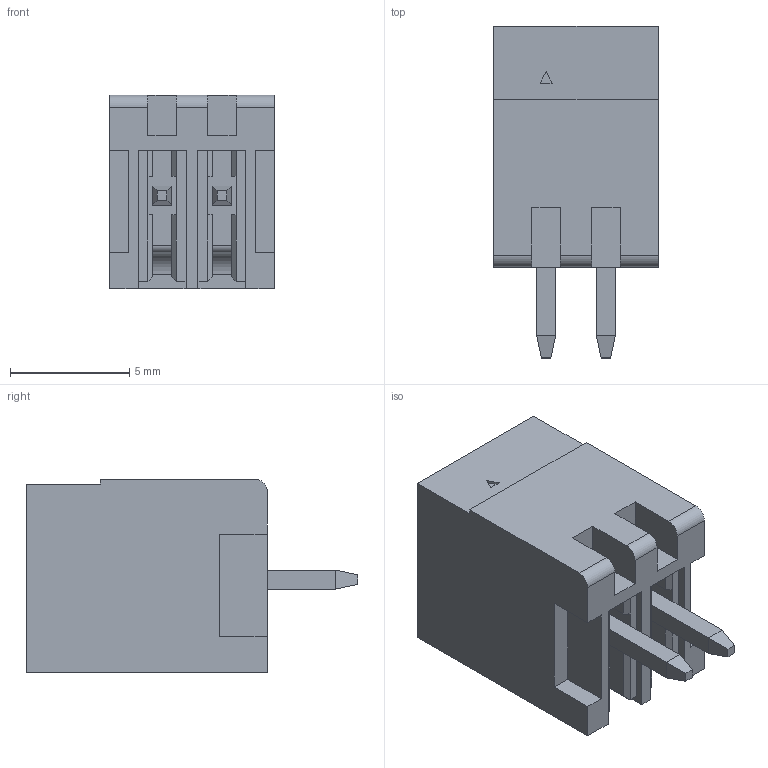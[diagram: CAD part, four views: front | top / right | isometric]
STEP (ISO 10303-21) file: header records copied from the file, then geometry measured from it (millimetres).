
FILE_DESCRIPTION (( 'STEP AP214' ), '1' );
FILE_NAME ('15EDGVC-2.5-02P-14-00AH.STEP', '2021-01-23T22:16:04', ( '' ), ( '' ), 'SwSTEP 2.0', 'SolidWorks 2020', '' );
FILE_SCHEMA (( 'AUTOMOTIVE_DESIGN' ));
Length unit declared in the file: millimetre
Products named in the file (1): 15EDGVC-2.5-02P-14-00AH
Bounding box: 6.9 x 13.9 x 8.1 mm (x, y, z)
Volume: 336.8 mm3; surface area: 772.9 mm2
Topology: 1 solids, 1 shells, 464 faces, 1244 edges, 814 vertices
Faces by surface type: plane 328, bspline 121, cylinder 11, torus 4
Entity records: 24037 total; most frequent: CARTESIAN_POINT 9980, ORIENTED_EDGE 2488, DIRECTION 1736, EDGE_CURVE 1244, LINE 956, VECTOR 956, VERTEX_POINT 814, EDGE_LOOP 498
